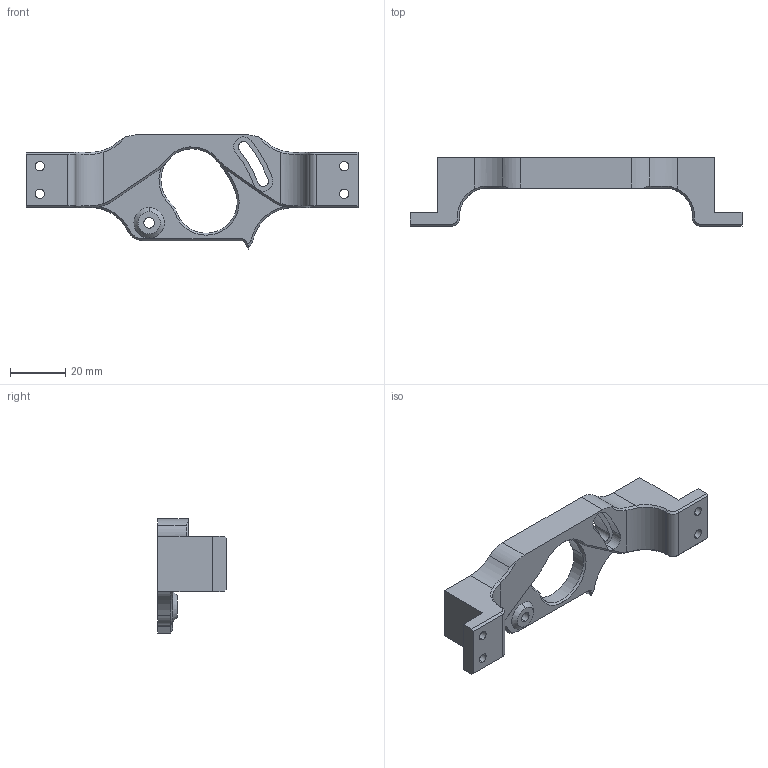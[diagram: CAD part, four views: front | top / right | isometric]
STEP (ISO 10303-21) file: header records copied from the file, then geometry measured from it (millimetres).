
FILE_DESCRIPTION (( 'STEP AP203' ), '1' );
FILE_NAME ('14_RAmotor_mount_NEMA_down_v4.STEP', '2021-04-22T13:08:31', ( '' ), ( '' ), 'SwSTEP 2.0', 'SolidWorks 2020', '' );
FILE_SCHEMA (( 'CONFIG_CONTROL_DESIGN' ));
Length unit declared in the file: millimetre
Products named in the file (1): 14_RAmotor_mount_NEMA_down_v4
Bounding box: 120 x 24.8 x 41.29 mm (x, y, z)
Volume: 27722.2 mm3; surface area: 10844.1 mm2
Topology: 1 solids, 1 shells, 112 faces, 293 edges, 183 vertices
Faces by surface type: cylinder 42, plane 38, cone 28, bspline 4
Entity records: 3811 total; most frequent: CARTESIAN_POINT 922, DIRECTION 602, ORIENTED_EDGE 586, EDGE_CURVE 293, AXIS2_PLACEMENT_3D 226, VERTEX_POINT 183, LINE 150, VECTOR 150
